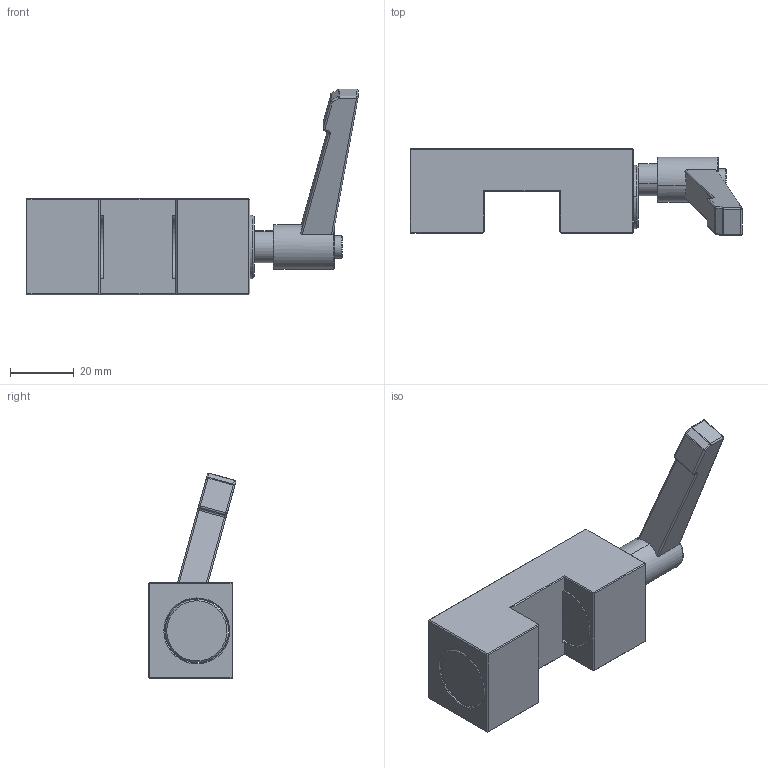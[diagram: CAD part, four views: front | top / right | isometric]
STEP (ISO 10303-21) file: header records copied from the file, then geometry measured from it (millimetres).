
FILE_DESCRIPTION (( 'STEP AP214' ), '1' );
FILE_NAME ('SK2501.STEP', '2024-09-23T02:16:11', ( '' ), ( '' ), 'SwSTEP 2.0', 'SolidWorks 2021', '' );
FILE_SCHEMA (( 'AUTOMOTIVE_DESIGN' ));
Length unit declared in the file: millimetre
Products named in the file (6): SK2501; SK2501籵謂埴翐; SK2501翋极; 赻餅忒梟M6; SK2501蹟謂埴翐; 蚾饜极3^SK2501
Assembly tree (5 placements, depth 3):
  SK2501
    蚾饜极3^SK2501
      SK2501翋极
      SK2501蹟謂埴翐
      SK2501籵謂埴翐
    赻餅忒梟M6
Bounding box: 103.79 x 27.38 x 64.31 mm (x, y, z)
Volume: 50553.7 mm3; surface area: 20352.1 mm2
Topology: 4 solids, 4 shells, 154 faces, 354 edges, 195 vertices
Faces by surface type: plane 62, cylinder 45, cone 26, torus 10, sphere 9, bspline 2
Entity records: 4582 total; most frequent: CARTESIAN_POINT 796, DIRECTION 772, ORIENTED_EDGE 670, EDGE_CURVE 335, AXIS2_PLACEMENT_3D 288, VECTOR 196, LINE 196, VERTEX_POINT 194
